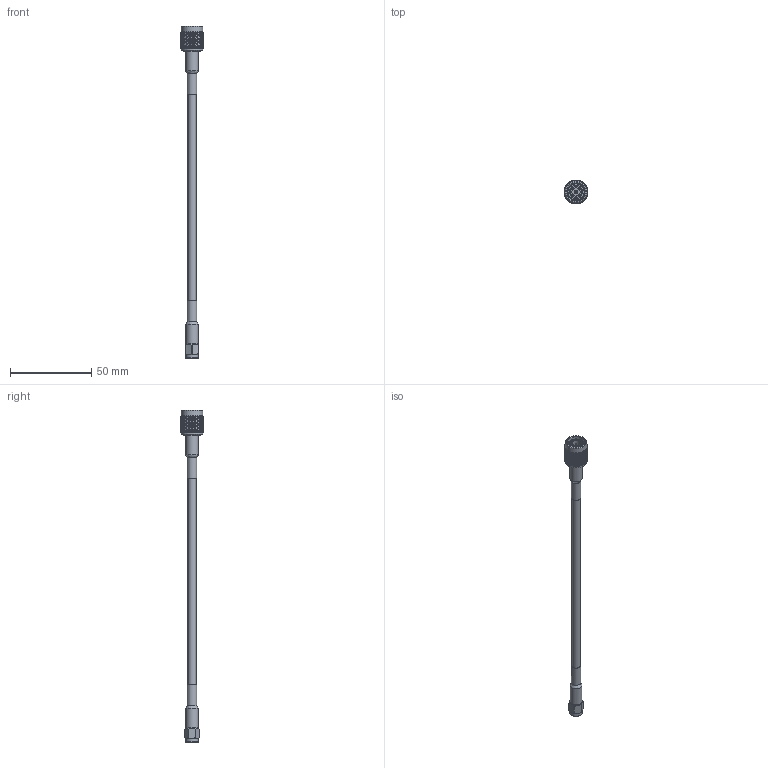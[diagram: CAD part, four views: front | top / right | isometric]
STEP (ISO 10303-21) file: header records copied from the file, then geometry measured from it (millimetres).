
FILE_DESCRIPTION (( 'STEP AP203' ), '1' );
FILE_NAME ('FMC0203058LF_3D.step', '2020-06-18T20:27:46', ( '' ), ( '' ), 'SwSTEP 2.0', 'SolidWorks 2018', '' );
FILE_SCHEMA (( 'CONFIG_CONTROL_DESIGN' ));
Products named in the file (4): PE4156^FMC0203058LF_Heat Shrink; FMC0203058LF_3D; Coax Cable^FMC0203058LF_RG58;  FMCN1408^FMC0203058LF_Heat Shrink 2
Assembly tree (3 placements, depth 2):
  FMC0203058LF_3D
    Coax Cable^FMC0203058LF_RG58
    PE4156^FMC0203058LF_Heat Shrink
     FMCN1408^FMC0203058LF_Heat Shrink 2
Bounding box: 14.5 x 14.5 x 204.62 mm (x, y, z)
Volume: 6474.3 mm3; surface area: 5632 mm2
Topology: 3 solids, 4 shells, 2652 faces, 5613 edges, 2983 vertices
Faces by surface type: bspline 2009, cylinder 559, plane 53, cone 28, torus 3
Full cylindrical faces by diameter (mm): 0.406 x2, 0.914 x1, 1.168 x1, 1.27 x1, 1.905 x1, 3.81 x1, 4.953 x1, 5.08 x1, 5.715 x1, 5.842 x1, 6.35 x8, 7.416 x1, 7.516 x1, 7.569 x1, 7.734 x1, 10.387 x1, 11.112 x6, 13.513 x2
Entity records: 102620 total; most frequent: CARTESIAN_POINT 68634, ORIENTED_EDGE 11058, EDGE_CURVE 5529, VERTEX_POINT 2948, EDGE_LOOP 2689, FACE_OUTER_BOUND 2666, ADVANCED_FACE 2639, B_SPLINE_CURVE_WITH_KNOTS 2301
